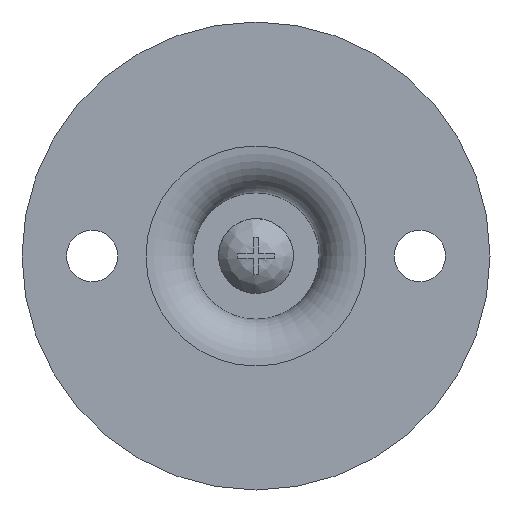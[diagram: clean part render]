
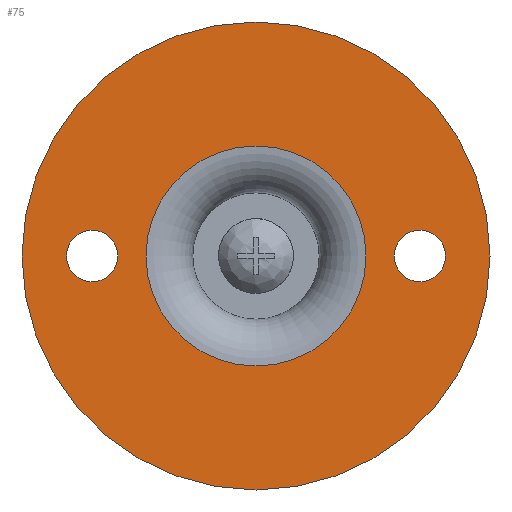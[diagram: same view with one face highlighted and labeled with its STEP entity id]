
A CAD part, front view. The second image highlights one B-rep face of the part: STEP entity #75.
In plain terms, the highlighted planar face has unit normal (0, -1, 0).
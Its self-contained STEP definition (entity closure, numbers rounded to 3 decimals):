
#75 = ADVANCED_FACE( '', ( #188, #189, #190, #191 ), #192, .F. );
#188 = FACE_BOUND( '', #355, .T. );
#189 = FACE_BOUND( '', #356, .T. );
#190 = FACE_OUTER_BOUND( '', #357, .T. );
#191 = FACE_BOUND( '', #358, .T. );
#192 = PLANE( '', #359 );
#355 = EDGE_LOOP( '', ( #562 ) );
#356 = EDGE_LOOP( '', ( #563 ) );
#357 = EDGE_LOOP( '', ( #564 ) );
#358 = EDGE_LOOP( '', ( #565 ) );
#359 = AXIS2_PLACEMENT_3D( '', #566, #567, #568 );
#562 = ORIENTED_EDGE( '', *, *, #929, .F. );
#563 = ORIENTED_EDGE( '', *, *, #930, .F. );
#564 = ORIENTED_EDGE( '', *, *, #931, .T. );
#565 = ORIENTED_EDGE( '', *, *, #932, .T. );
#566 = CARTESIAN_POINT( '', ( 25., 0., 0. ) );
#567 = DIRECTION( '', ( 0., 1., 0. ) );
#568 = DIRECTION( '', ( 0., 0., 1. ) );
#929 = EDGE_CURVE( '', #1080, #1080, #1081, .T. );
#930 = EDGE_CURVE( '', #1082, #1082, #1083, .F. );
#931 = EDGE_CURVE( '', #1084, #1084, #1085, .T. );
#932 = EDGE_CURVE( '', #1086, #1086, #1087, .T. );
#1080 = VERTEX_POINT( '', #1313 );
#1081 = CIRCLE( '', #1314, 11.75 );
#1082 = VERTEX_POINT( '', #1315 );
#1083 = CIRCLE( '', #1316, 2.75 );
#1084 = VERTEX_POINT( '', #1317 );
#1085 = CIRCLE( '', #1318, 25. );
#1086 = VERTEX_POINT( '', #1319 );
#1087 = CIRCLE( '', #1320, 2.75 );
#1313 = CARTESIAN_POINT( '', ( 0., 0., -11.75 ) );
#1314 = AXIS2_PLACEMENT_3D( '', #1666, #1667, #1668 );
#1315 = CARTESIAN_POINT( '', ( 17.5, 0., 2.75 ) );
#1316 = AXIS2_PLACEMENT_3D( '', #1669, #1670, #1671 );
#1317 = CARTESIAN_POINT( '', ( 0., 0., -25. ) );
#1318 = AXIS2_PLACEMENT_3D( '', #1672, #1673, #1674 );
#1319 = CARTESIAN_POINT( '', ( -14.75, 0., 0. ) );
#1320 = AXIS2_PLACEMENT_3D( '', #1675, #1676, #1677 );
#1666 = CARTESIAN_POINT( '', ( 0., 0., 0. ) );
#1667 = DIRECTION( '', ( 0., -1., 0. ) );
#1668 = DIRECTION( '', ( 0., 0., -1. ) );
#1669 = CARTESIAN_POINT( '', ( 17.5, 0., 0. ) );
#1670 = DIRECTION( '', ( 0., 1., 0. ) );
#1671 = DIRECTION( '', ( 0., 0., 1. ) );
#1672 = CARTESIAN_POINT( '', ( 0., 0., 0. ) );
#1673 = DIRECTION( '', ( 0., -1., 0. ) );
#1674 = DIRECTION( '', ( 0., 0., -1. ) );
#1675 = CARTESIAN_POINT( '', ( -17.5, 0., 0. ) );
#1676 = DIRECTION( '', ( 0., 1., 0. ) );
#1677 = DIRECTION( '', ( 1., 0., 0. ) );
